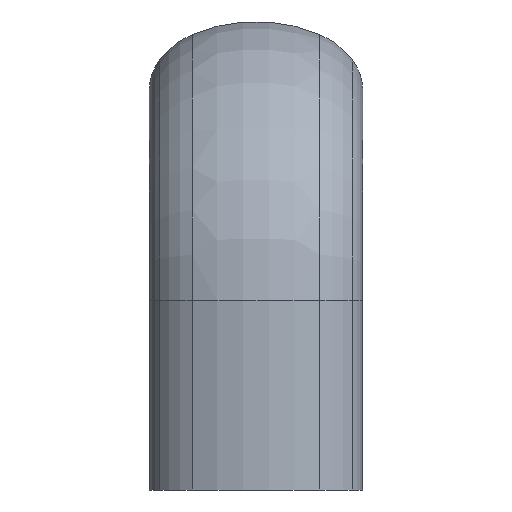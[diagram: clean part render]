
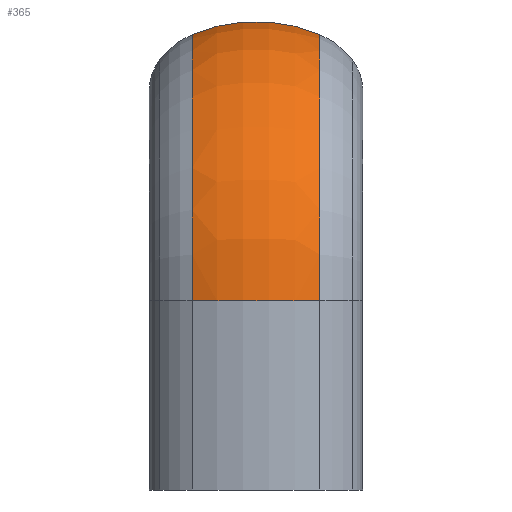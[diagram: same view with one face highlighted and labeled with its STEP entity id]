
A CAD part, left-side view. The second image highlights one B-rep face of the part: STEP entity #365.
In plain terms, the highlighted toroidal (fillet/blend) face has major radius 14.328 mm and minor radius 19.672 mm.
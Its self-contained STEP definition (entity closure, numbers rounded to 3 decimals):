
#323=VERTEX_POINT('',#907);
#351=VERTEX_POINT('',#937);
#365=ADVANCED_FACE('',(#952),#953,.T.);
#523=EDGE_CURVE('',#589,#535,#1128,.T.);
#533=EDGE_CURVE('',#535,#351,#1143,.T.);
#535=VERTEX_POINT('',#1145);
#579=EDGE_CURVE('',#589,#323,#1195,.T.);
#589=VERTEX_POINT('',#1205);
#603=EDGE_CURVE('',#323,#351,#1219,.T.);
#907=CARTESIAN_POINT('',(25.5,-7.782,55.395));
#937=CARTESIAN_POINT('',(25.5,7.782,55.395));
#952=FACE_OUTER_BOUND('',#1608,.T.);
#953=TOROIDAL_SURFACE('',#1609,14.328,19.672);
#1128=CIRCLE('',#1833,19.672);
#1143=CIRCLE('',#1849,32.395);
#1145=CARTESIAN_POINT('',(-6.895,7.782,23.0));
#1195=CIRCLE('',#1924,32.395);
#1205=CARTESIAN_POINT('',(-6.895,-7.782,23.0));
#1219=CIRCLE('',#1955,19.672);
#1608=EDGE_LOOP('',(#2408,#2409,#2410,#2411));
#1609=AXIS2_PLACEMENT_3D('',#2412,#2413,#2414);
#1833=AXIS2_PLACEMENT_3D('',#2668,#2669,#2670);
#1849=AXIS2_PLACEMENT_3D('',#2709,#2710,#2711);
#1924=AXIS2_PLACEMENT_3D('',#2785,#2786,#2787);
#1955=AXIS2_PLACEMENT_3D('',#2801,#2802,#2803);
#2408=ORIENTED_EDGE('',*,*,#603,.T.);
#2409=ORIENTED_EDGE('',*,*,#533,.F.);
#2410=ORIENTED_EDGE('',*,*,#523,.F.);
#2411=ORIENTED_EDGE('',*,*,#579,.T.);
#2412=CARTESIAN_POINT('',(25.5,0.,23.0));
#2413=DIRECTION('',(0.0,1.0,0.0));
#2414=DIRECTION('',(0.0,0.0,-1.0));
#2668=CARTESIAN_POINT('',(11.172,0.,23.0));
#2669=DIRECTION('',(0.0,0.0,-1.0));
#2670=DIRECTION('',(-0.918,0.396,0.0));
#2709=CARTESIAN_POINT('',(25.5,7.782,23.0));
#2710=DIRECTION('',(0.0,1.0,0.0));
#2711=DIRECTION('',(-1.0,0.0,0.0));
#2785=CARTESIAN_POINT('',(25.5,-7.782,23.0));
#2786=DIRECTION('',(0.0,1.0,0.0));
#2787=DIRECTION('',(-1.0,0.0,0.0));
#2801=CARTESIAN_POINT('',(25.5,0.,37.328));
#2802=DIRECTION('',(-1.0,0.,0.));
#2803=DIRECTION('',(0.,0.396,0.918));
